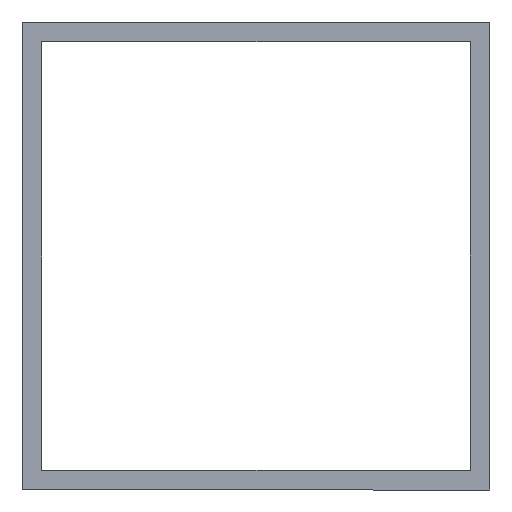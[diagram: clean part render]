
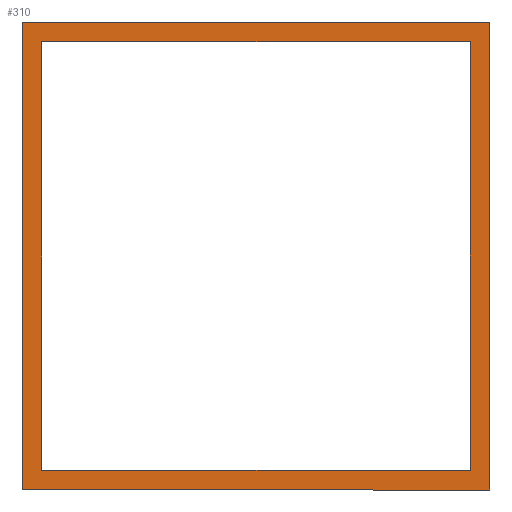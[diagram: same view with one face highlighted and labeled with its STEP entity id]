
A CAD part, front view. The second image highlights one B-rep face of the part: STEP entity #310.
In plain terms, the highlighted planar face has unit normal (0, -1, 0).
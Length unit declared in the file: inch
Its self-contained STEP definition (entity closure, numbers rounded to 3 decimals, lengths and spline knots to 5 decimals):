
#3 = EDGE_CURVE ( 'NONE', #140, #99, #22, .T. ) ;
#9 = EDGE_CURVE ( 'NONE', #99, #322, #256, .T. ) ;
#10 = ORIENTED_EDGE ( 'NONE', *, *, #9, .T. ) ;
#11 = LINE ( 'NONE', #328, #316 ) ;
#13 = VECTOR ( 'NONE', #345, 39.37008 ) ;
#16 = ORIENTED_EDGE ( 'NONE', *, *, #3, .T. ) ;
#22 = LINE ( 'NONE', #49, #190 ) ;
#27 = VECTOR ( 'NONE', #208, 39.37008 ) ;
#38 = ORIENTED_EDGE ( 'NONE', *, *, #342, .T. ) ;
#40 = VERTEX_POINT ( 'NONE', #368 ) ;
#49 = CARTESIAN_POINT ( 'NONE',  ( 0.6875, 0., 0.6875 ) ) ;
#60 = PLANE ( 'NONE',  #62 ) ;
#62 = AXIS2_PLACEMENT_3D ( 'NONE', #74, #247, #130 ) ;
#72 = DIRECTION ( 'NONE',  ( 1., 0., 0. ) ) ;
#74 = CARTESIAN_POINT ( 'NONE',  ( 0., 0., 0. ) ) ;
#89 = VECTOR ( 'NONE', #231, 39.37008 ) ;
#93 = LINE ( 'NONE', #119, #13 ) ;
#95 = CARTESIAN_POINT ( 'NONE',  ( -0.75, 0., 0.75 ) ) ;
#96 = ORIENTED_EDGE ( 'NONE', *, *, #318, .F. ) ;
#99 = VERTEX_POINT ( 'NONE', #337 ) ;
#101 = VERTEX_POINT ( 'NONE', #308 ) ;
#119 = CARTESIAN_POINT ( 'NONE',  ( -0.6875, 0., 0.6875 ) ) ;
#130 = DIRECTION ( 'NONE',  ( 0., 0., 1. ) ) ;
#131 = ORIENTED_EDGE ( 'NONE', *, *, #154, .F. ) ;
#133 = VERTEX_POINT ( 'NONE', #243 ) ;
#135 = CARTESIAN_POINT ( 'NONE',  ( -0.6875, 0., 0.6875 ) ) ;
#140 = VERTEX_POINT ( 'NONE', #177 ) ;
#152 = ORIENTED_EDGE ( 'NONE', *, *, #277, .T. ) ;
#154 = EDGE_CURVE ( 'NONE', #40, #133, #317, .T. ) ;
#155 = ORIENTED_EDGE ( 'NONE', *, *, #230, .F. ) ;
#162 = CARTESIAN_POINT ( 'NONE',  ( -0.6875, 0., -0.6875 ) ) ;
#177 = CARTESIAN_POINT ( 'NONE',  ( 0.6875, 0., 0.6875 ) ) ;
#190 = VECTOR ( 'NONE', #248, 39.37008 ) ;
#191 = VECTOR ( 'NONE', #261, 39.37008 ) ;
#193 = DIRECTION ( 'NONE',  ( -1., 0., 0. ) ) ;
#199 = VERTEX_POINT ( 'NONE', #287 ) ;
#208 = DIRECTION ( 'NONE',  ( 1., 0., 0. ) ) ;
#212 = FACE_OUTER_BOUND ( 'NONE', #360, .T. ) ;
#215 = CARTESIAN_POINT ( 'NONE',  ( 0.75, 0., 0.75 ) ) ;
#219 = ORIENTED_EDGE ( 'NONE', *, *, #314, .F. ) ;
#222 = LINE ( 'NONE', #334, #240 ) ;
#230 = EDGE_CURVE ( 'NONE', #101, #40, #241, .T. ) ;
#231 = DIRECTION ( 'NONE',  ( -1., 0., 0. ) ) ;
#240 = VECTOR ( 'NONE', #274, 39.37008 ) ;
#241 = LINE ( 'NONE', #95, #191 ) ;
#243 = CARTESIAN_POINT ( 'NONE',  ( 0.75, 0., 0.75 ) ) ;
#244 = CARTESIAN_POINT ( 'NONE',  ( 0.6875, 0., 0.6875 ) ) ;
#247 = DIRECTION ( 'NONE',  ( 0., 1., 0. ) ) ;
#248 = DIRECTION ( 'NONE',  ( 0., 0., -1. ) ) ;
#256 = LINE ( 'NONE', #373, #89 ) ;
#261 = DIRECTION ( 'NONE',  ( 0., 0., 1. ) ) ;
#274 = DIRECTION ( 'NONE',  ( 0., 0., -1. ) ) ;
#277 = EDGE_CURVE ( 'NONE', #322, #324, #93, .T. ) ;
#287 = CARTESIAN_POINT ( 'NONE',  ( 0.75, 0., -0.75 ) ) ;
#293 = VECTOR ( 'NONE', #72, 39.37008 ) ;
#303 = LINE ( 'NONE', #244, #293 ) ;
#308 = CARTESIAN_POINT ( 'NONE',  ( -0.75, 0., -0.75 ) ) ;
#310 = ADVANCED_FACE ( 'NONE', ( #212, #312 ), #60, .F. ) ;
#312 = FACE_BOUND ( 'NONE', #353, .T. ) ;
#314 = EDGE_CURVE ( 'NONE', #133, #199, #222, .T. ) ;
#316 = VECTOR ( 'NONE', #193, 39.37008 ) ;
#317 = LINE ( 'NONE', #215, #27 ) ;
#318 = EDGE_CURVE ( 'NONE', #199, #101, #11, .T. ) ;
#322 = VERTEX_POINT ( 'NONE', #162 ) ;
#324 = VERTEX_POINT ( 'NONE', #135 ) ;
#328 = CARTESIAN_POINT ( 'NONE',  ( 0.75, 0., -0.75 ) ) ;
#334 = CARTESIAN_POINT ( 'NONE',  ( 0.75, 0., 0.75 ) ) ;
#337 = CARTESIAN_POINT ( 'NONE',  ( 0.6875, 0., -0.6875 ) ) ;
#342 = EDGE_CURVE ( 'NONE', #324, #140, #303, .T. ) ;
#345 = DIRECTION ( 'NONE',  ( 0., 0., 1. ) ) ;
#353 = EDGE_LOOP ( 'NONE', ( #152, #38, #16, #10 ) ) ;
#360 = EDGE_LOOP ( 'NONE', ( #155, #96, #219, #131 ) ) ;
#368 = CARTESIAN_POINT ( 'NONE',  ( -0.75, 0., 0.75 ) ) ;
#373 = CARTESIAN_POINT ( 'NONE',  ( 0.6875, 0., -0.6875 ) ) ;
